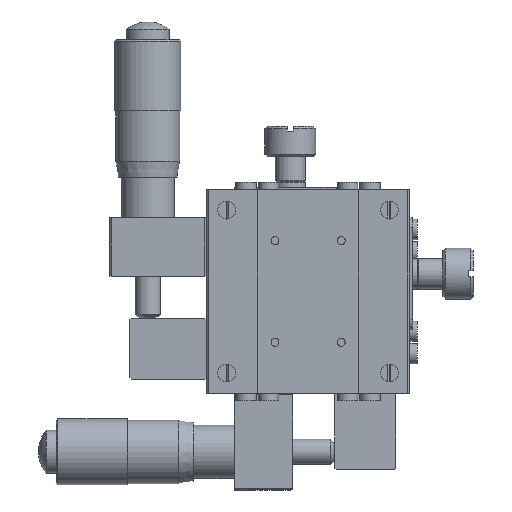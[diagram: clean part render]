
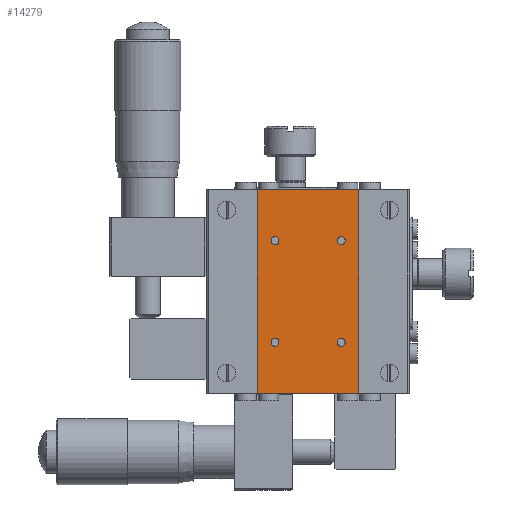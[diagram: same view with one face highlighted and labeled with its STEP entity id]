
A CAD part, front view. The second image highlights one B-rep face of the part: STEP entity #14279.
In plain terms, the highlighted planar face has unit normal (0, -1, 0).
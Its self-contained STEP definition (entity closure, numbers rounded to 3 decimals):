
#484 = VERTEX_POINT ( 'NONE', #14201 ) ;
#595 = EDGE_CURVE ( 'NONE', #9901, #9901, #1240, .T. ) ;
#738 = DIRECTION ( 'NONE',  ( 0., 1., 0. ) ) ;
#857 = CARTESIAN_POINT ( 'NONE',  ( 10., 0.2, 0. ) ) ;
#1236 = FACE_BOUND ( 'NONE', #6976, .T. ) ;
#1240 = CIRCLE ( 'NONE', #17931, 0.783 ) ;
#1261 = DIRECTION ( 'NONE',  ( 0., 0., -1. ) ) ;
#1468 = EDGE_CURVE ( 'NONE', #10842, #15483, #5408, .T. ) ;
#1553 = ORIENTED_EDGE ( 'NONE', *, *, #6624, .T. ) ;
#1745 = CARTESIAN_POINT ( 'NONE',  ( 26.5, 0.2, -30. ) ) ;
#2182 = AXIS2_PLACEMENT_3D ( 'NONE', #2556, #6830, #12536 ) ;
#2216 = VERTEX_POINT ( 'NONE', #12200 ) ;
#2267 = ORIENTED_EDGE ( 'NONE', *, *, #18032, .T. ) ;
#2294 = EDGE_CURVE ( 'NONE', #15483, #9094, #5265, .T. ) ;
#2523 = LINE ( 'NONE', #857, #8130 ) ;
#2541 = EDGE_LOOP ( 'NONE', ( #1553 ) ) ;
#2556 = CARTESIAN_POINT ( 'NONE',  ( 26.5, 0.2, -10. ) ) ;
#2732 = DIRECTION ( 'NONE',  ( 0., -1., 0. ) ) ;
#2748 = VECTOR ( 'NONE', #18036, 1000. ) ;
#2841 = PLANE ( 'NONE',  #13440 ) ;
#2873 = EDGE_CURVE ( 'NONE', #9094, #484, #2523, .T. ) ;
#3079 = CIRCLE ( 'NONE', #2182, 0.783 ) ;
#3755 = DIRECTION ( 'NONE',  ( 0., 0., -1. ) ) ;
#4152 = DIRECTION ( 'NONE',  ( 0., 1., 0. ) ) ;
#5110 = AXIS2_PLACEMENT_3D ( 'NONE', #1745, #738, #16240 ) ;
#5265 = LINE ( 'NONE', #16926, #2748 ) ;
#5385 = CARTESIAN_POINT ( 'NONE',  ( 13.5, 0.2, -30. ) ) ;
#5408 = LINE ( 'NONE', #15230, #11987 ) ;
#5611 = CARTESIAN_POINT ( 'NONE',  ( 30., 0.2, -40. ) ) ;
#5661 = ORIENTED_EDGE ( 'NONE', *, *, #2294, .T. ) ;
#6439 = CARTESIAN_POINT ( 'NONE',  ( 26.5, 0.2, -10.784 ) ) ;
#6493 = CARTESIAN_POINT ( 'NONE',  ( 26.5, 0.2, -30.784 ) ) ;
#6584 = ORIENTED_EDGE ( 'NONE', *, *, #14509, .T. ) ;
#6624 = EDGE_CURVE ( 'NONE', #13978, #13978, #13162, .T. ) ;
#6830 = DIRECTION ( 'NONE',  ( 0., 1., 0. ) ) ;
#6976 = EDGE_LOOP ( 'NONE', ( #10892 ) ) ;
#7076 = ORIENTED_EDGE ( 'NONE', *, *, #1468, .T. ) ;
#7274 = CARTESIAN_POINT ( 'NONE',  ( 13.5, 0.2, -30.784 ) ) ;
#8130 = VECTOR ( 'NONE', #17916, 1000. ) ;
#8306 = EDGE_LOOP ( 'NONE', ( #2267 ) ) ;
#8327 = FACE_BOUND ( 'NONE', #14829, .T. ) ;
#8425 = FACE_BOUND ( 'NONE', #2541, .T. ) ;
#9094 = VERTEX_POINT ( 'NONE', #18191 ) ;
#9759 = CARTESIAN_POINT ( 'NONE',  ( 13.5, 0.2, -10. ) ) ;
#9828 = FACE_OUTER_BOUND ( 'NONE', #14034, .T. ) ;
#9901 = VERTEX_POINT ( 'NONE', #7274 ) ;
#10580 = AXIS2_PLACEMENT_3D ( 'NONE', #9759, #4152, #1261 ) ;
#10611 = EDGE_CURVE ( 'NONE', #2216, #2216, #18017, .T. ) ;
#10842 = VERTEX_POINT ( 'NONE', #16106 ) ;
#10892 = ORIENTED_EDGE ( 'NONE', *, *, #10611, .T. ) ;
#11987 = VECTOR ( 'NONE', #16811, 1000. ) ;
#12200 = CARTESIAN_POINT ( 'NONE',  ( 13.5, 0.2, -10.784 ) ) ;
#12356 = ORIENTED_EDGE ( 'NONE', *, *, #595, .T. ) ;
#12536 = DIRECTION ( 'NONE',  ( 0., 0., -1. ) ) ;
#12738 = DIRECTION ( 'NONE',  ( 0., 0., -1. ) ) ;
#13162 = CIRCLE ( 'NONE', #5110, 0.783 ) ;
#13440 = AXIS2_PLACEMENT_3D ( 'NONE', #15536, #2732, #12738 ) ;
#13712 = DIRECTION ( 'NONE',  ( 0., 1., 0. ) ) ;
#13978 = VERTEX_POINT ( 'NONE', #6493 ) ;
#14034 = EDGE_LOOP ( 'NONE', ( #15730, #6584, #7076, #5661 ) ) ;
#14043 = FACE_BOUND ( 'NONE', #8306, .T. ) ;
#14201 = CARTESIAN_POINT ( 'NONE',  ( 10., 0.2, 0. ) ) ;
#14279 = ADVANCED_FACE ( 'NONE', ( #8327, #14043, #8425, #1236, #9828 ), #2841, .T. ) ;
#14509 = EDGE_CURVE ( 'NONE', #484, #10842, #14963, .T. ) ;
#14829 = EDGE_LOOP ( 'NONE', ( #12356 ) ) ;
#14963 = LINE ( 'NONE', #16549, #16134 ) ;
#15230 = CARTESIAN_POINT ( 'NONE',  ( 10., 0.2, -40. ) ) ;
#15292 = DIRECTION ( 'NONE',  ( 0., 0., -1. ) ) ;
#15483 = VERTEX_POINT ( 'NONE', #5611 ) ;
#15536 = CARTESIAN_POINT ( 'NONE',  ( 10., 0.2, -40. ) ) ;
#15730 = ORIENTED_EDGE ( 'NONE', *, *, #2873, .T. ) ;
#16106 = CARTESIAN_POINT ( 'NONE',  ( 10., 0.2, -40. ) ) ;
#16134 = VECTOR ( 'NONE', #3755, 1000. ) ;
#16240 = DIRECTION ( 'NONE',  ( 0., 0., -1. ) ) ;
#16426 = VERTEX_POINT ( 'NONE', #6439 ) ;
#16549 = CARTESIAN_POINT ( 'NONE',  ( 10., 0.2, -40. ) ) ;
#16811 = DIRECTION ( 'NONE',  ( 1., 0., 0. ) ) ;
#16926 = CARTESIAN_POINT ( 'NONE',  ( 30., 0.2, -40. ) ) ;
#17916 = DIRECTION ( 'NONE',  ( -1., 0., 0. ) ) ;
#17931 = AXIS2_PLACEMENT_3D ( 'NONE', #5385, #13712, #15292 ) ;
#18017 = CIRCLE ( 'NONE', #10580, 0.783 ) ;
#18032 = EDGE_CURVE ( 'NONE', #16426, #16426, #3079, .T. ) ;
#18036 = DIRECTION ( 'NONE',  ( 0., 0., 1. ) ) ;
#18191 = CARTESIAN_POINT ( 'NONE',  ( 30., 0.2, 0. ) ) ;
